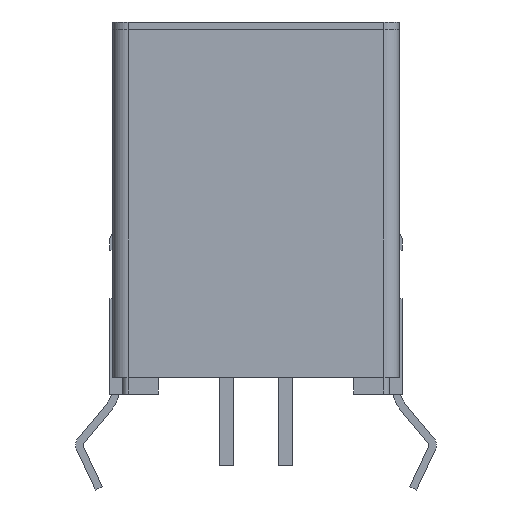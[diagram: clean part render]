
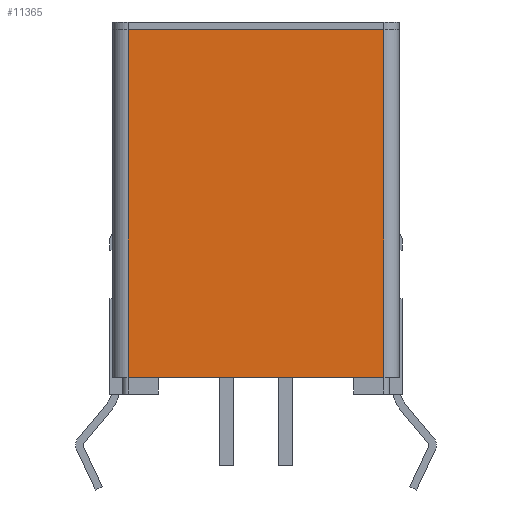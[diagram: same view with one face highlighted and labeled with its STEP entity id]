
A CAD part, front view. The second image highlights one B-rep face of the part: STEP entity #11365.
In plain terms, the highlighted planar face has unit normal (0, -1, 0).
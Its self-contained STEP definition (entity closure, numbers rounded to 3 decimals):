
#11091=CARTESIAN_POINT('',(5.365,-5.723,0.71));
#11092=VERTEX_POINT('',#11091);
#11110=CARTESIAN_POINT('',(5.365,-5.723,15.3));
#11111=VERTEX_POINT('',#11110);
#11119=CARTESIAN_POINT('',(5.365,-5.723,15.3));
#11120=DIRECTION('',(0.0,0.0,-1.0));
#11121=VECTOR('',#11120,14.59);
#11122=LINE('',#11119,#11121);
#11123=EDGE_CURVE('',#11111,#11092,#11122,.T.);
#11316=CARTESIAN_POINT('',(-5.365,-5.723,0.71));
#11317=VERTEX_POINT('',#11316);
#11325=CARTESIAN_POINT('',(-5.365,-5.723,15.3));
#11326=VERTEX_POINT('',#11325);
#11327=CARTESIAN_POINT('',(-5.365,-5.723,15.3));
#11328=DIRECTION('',(0.0,0.0,-1.0));
#11329=VECTOR('',#11328,14.59);
#11330=LINE('',#11327,#11329);
#11331=EDGE_CURVE('',#11326,#11317,#11330,.T.);
#11344=CARTESIAN_POINT('',(-5.365,-5.723,15.3));
#11345=DIRECTION('',(0.0,-1.0,0.0));
#11346=DIRECTION('',(0.0,0.0,-1.0));
#11347=AXIS2_PLACEMENT_3D('',#11344,#11345,#11346);
#11348=PLANE('',#11347);
#11349=CARTESIAN_POINT('',(-5.365,-5.723,0.71));
#11350=DIRECTION('',(1.0,0.0,0.0));
#11351=VECTOR('',#11350,10.73);
#11352=LINE('',#11349,#11351);
#11353=EDGE_CURVE('',#11317,#11092,#11352,.T.);
#11354=ORIENTED_EDGE('',*,*,#11353,.T.);
#11355=ORIENTED_EDGE('',*,*,#11123,.F.);
#11356=CARTESIAN_POINT('',(5.365,-5.723,15.3));
#11357=DIRECTION('',(-1.0,0.0,0.0));
#11358=VECTOR('',#11357,10.73);
#11359=LINE('',#11356,#11358);
#11360=EDGE_CURVE('',#11111,#11326,#11359,.T.);
#11361=ORIENTED_EDGE('',*,*,#11360,.T.);
#11362=ORIENTED_EDGE('',*,*,#11331,.T.);
#11363=EDGE_LOOP('',(#11354,#11355,#11361,#11362));
#11364=FACE_OUTER_BOUND('',#11363,.T.);
#11365=ADVANCED_FACE('',(#11364),#11348,.T.);
